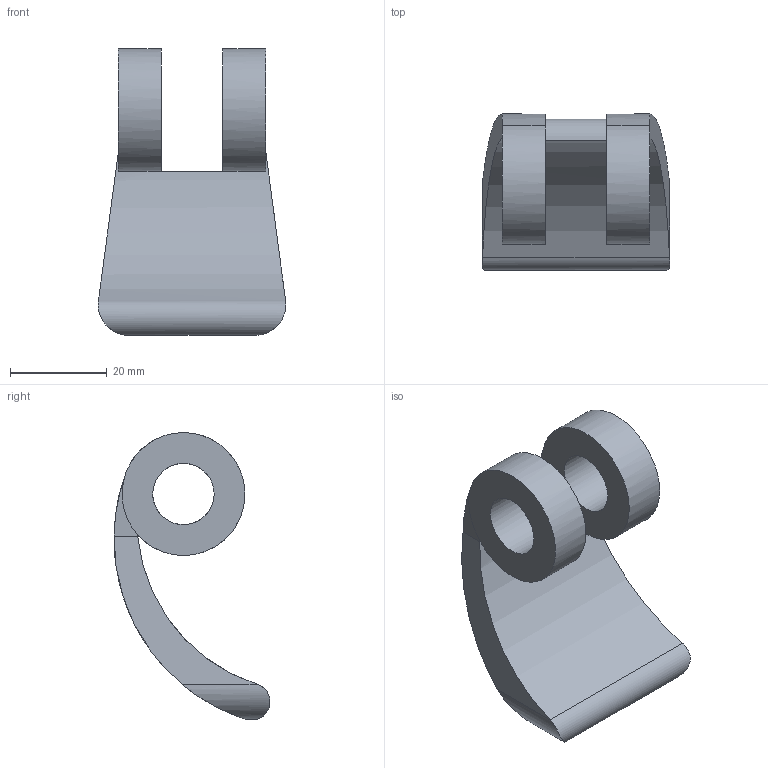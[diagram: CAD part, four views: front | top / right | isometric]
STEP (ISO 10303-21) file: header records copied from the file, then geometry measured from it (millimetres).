
FILE_DESCRIPTION( ( '' ), ' ' );
FILE_NAME( '581785815aa2f4106138e1fa.step', '2016-10-31T17:55:13', ( '' ), ( '' ), ' ', ' ', ' ' );
FILE_SCHEMA( ( 'AUTOMOTIVE_DESIGN { 1 0 10303 214 1 1 1 1 }' ) );
Length unit declared in the file: metre
Products named in the file (1): hand
Bounding box: 38.83 x 32.28 x 59.33 mm (x, y, z)
Volume: 18510.6 mm3; surface area: 8056 mm2
Topology: 1 solids, 1 shells, 19 faces, 49 edges, 32 vertices
Faces by surface type: cylinder 10, plane 9
Full cylindrical faces by diameter (mm): 12.7 x2
Entity records: 972 total; most frequent: CARTESIAN_POINT 359, DIRECTION 91, ORIENTED_EDGE 90, EDGE_CURVE 45, AXIS2_PLACEMENT_3D 39, VERTEX_POINT 30, EDGE_LOOP 25, FACE_OUTER_BOUND 21
